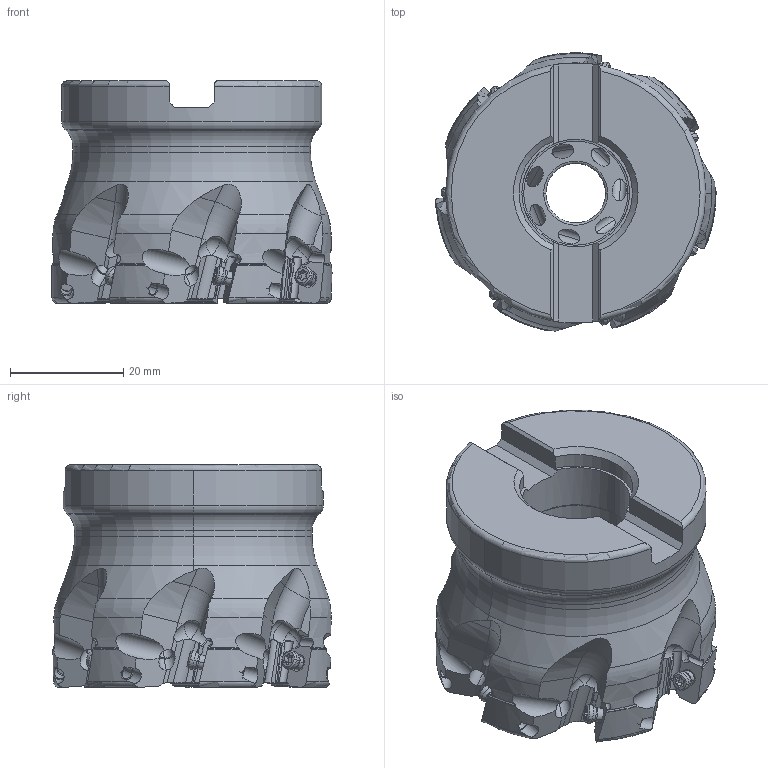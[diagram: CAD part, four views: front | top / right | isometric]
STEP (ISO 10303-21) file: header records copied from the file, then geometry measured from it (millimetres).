
FILE_DESCRIPTION(/* description */ (''),/* implementation_level */ '2;1');
FILE_NAME(/* name */ 'APX3000R0207A.stp',/* time_stamp */ '2021-09-08T11:48:34+09:00',/* author */ (''),/* organization */ (''),/* preprocessor_version */ 'ST-DEVELOPER v16',/* originating_system */ 'SIEMENS PLM Software NX 10.0',/* authorisation */ '');
FILE_SCHEMA (('AUTOMOTIVE_DESIGN { 1 0 10303 214 3 1 1 1 }'));
Length unit declared in the file: millimetre
Products named in the file (1): APX3000R0207A_ASM
Bounding box: 49.51 x 49.19 x 39.35 mm (x, y, z)
Volume: 49975.2 mm3; surface area: 13866.4 mm2
Topology: 8 solids, 8 shells, 705 faces, 2170 edges, 1471 vertices
Faces by surface type: cylinder 315, plane 196, cone 89, torus 70, sphere 35
Entity records: 29981 total; most frequent: CARTESIAN_POINT 10948, ORIENTED_EDGE 4284, DIRECTION 3686, EDGE_CURVE 2142, AXIS2_PLACEMENT_3D 1544, VERTEX_POINT 1461, EDGE_LOOP 743, B_SPLINE_CURVE_WITH_KNOTS 741
